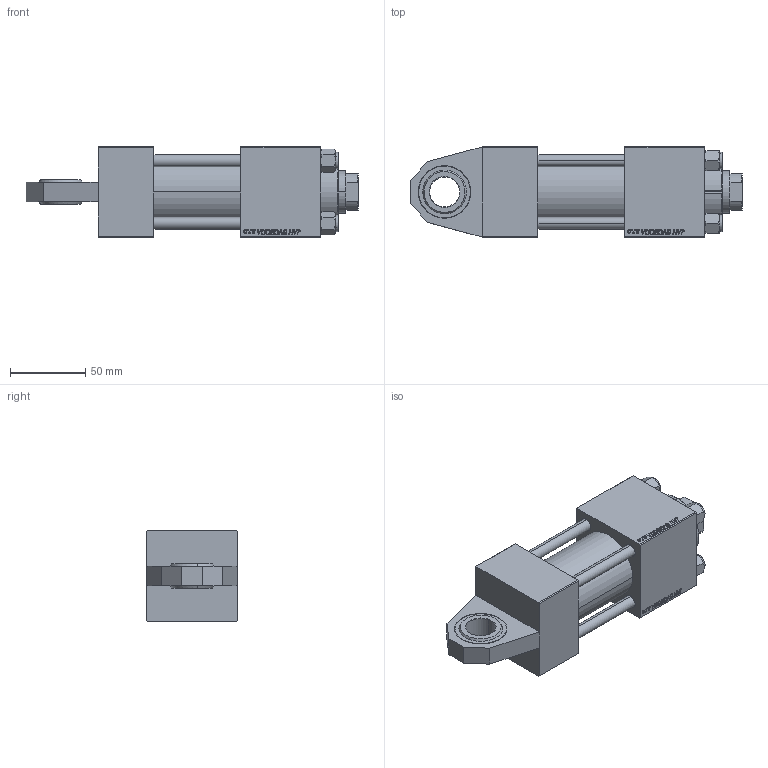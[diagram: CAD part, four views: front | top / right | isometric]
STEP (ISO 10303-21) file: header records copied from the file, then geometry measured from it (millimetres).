
FILE_DESCRIPTION (( 'STEP AP203' ), '1' );
FILE_NAME ('e1fc.STEP', '2023-08-22T20:20:38', ( '' ), ( '' ), 'SwSTEP 2.0', 'SolidWorks 2019', '' );
FILE_SCHEMA (( 'CONFIG_CONTROL_DESIGN' ));
Length unit declared in the file: millimetre
Products named in the file (7): e1fc; NUT_M5_J 081f88479ecc3e8ffde1157eb5e86069; V215CR_J_Body 081f88479ecc3e8ffde1157eb5e86069; V215CR_VCP_J 081f88479ecc3e8ffde1157eb5e86069; V215CR_TYCINKA_J 081f88479ecc3e8ffde1157eb5e86069; V215_VC_A 081f88479ecc3e8ffde1157eb5e86069; V215CR_J_VNITRNI_KROUZEK 081f88479ecc3e8ffde1157eb5e86069
Assembly tree (12 placements, depth 2):
  e1fc
    V215CR_J_Body 081f88479ecc3e8ffde1157eb5e86069
    V215CR_J_VNITRNI_KROUZEK 081f88479ecc3e8ffde1157eb5e86069
    V215CR_VCP_J 081f88479ecc3e8ffde1157eb5e86069
    V215CR_TYCINKA_J 081f88479ecc3e8ffde1157eb5e86069  x4
    NUT_M5_J 081f88479ecc3e8ffde1157eb5e86069  x4
    V215_VC_A 081f88479ecc3e8ffde1157eb5e86069
Bounding box: 221 x 60 x 60 mm (x, y, z)
Volume: 450805.3 mm3; surface area: 120794.8 mm2
Topology: 12 solids, 12 shells, 1145 faces, 2876 edges, 1865 vertices
Faces by surface type: plane 516, bspline 392, cone 128, cylinder 89, torus 20
Entity records: 50333 total; most frequent: CARTESIAN_POINT 27114, ORIENTED_EDGE 5244, DIRECTION 3324, EDGE_CURVE 2622, VERTEX_POINT 1721, VECTOR 1558, LINE 1558, EDGE_LOOP 1151
